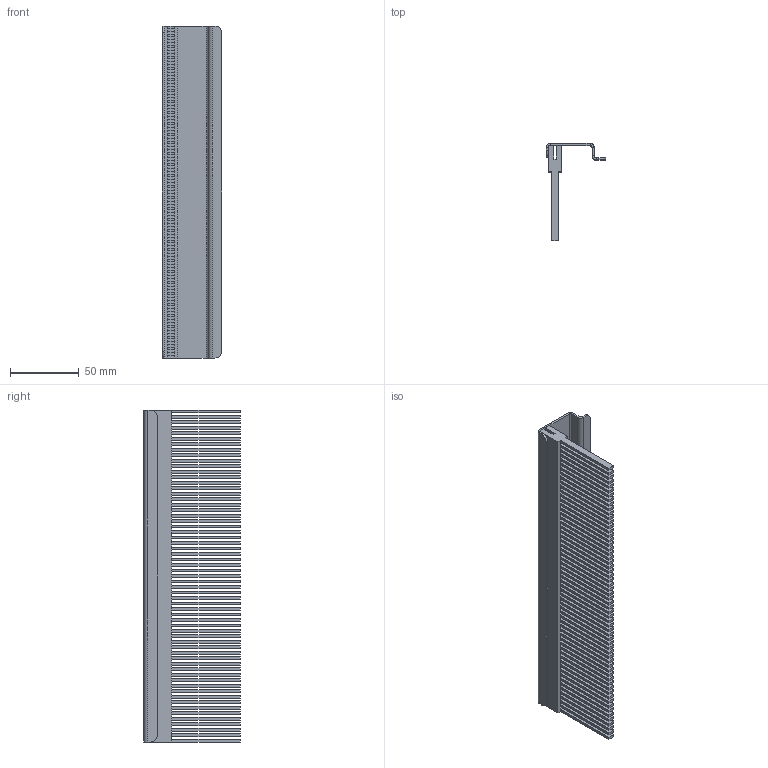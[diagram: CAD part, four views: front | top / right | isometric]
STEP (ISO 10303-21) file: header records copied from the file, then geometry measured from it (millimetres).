
FILE_DESCRIPTION (( 'STEP AP214' ), '1' );
FILE_NAME ('923.501.STEP', '2024-09-18T10:13:08', ( '' ), ( '' ), 'SwSTEP 2.0', 'SolidWorks 2021', '' );
FILE_SCHEMA (( 'AUTOMOTIVE_DESIGN' ));
Length unit declared in the file: millimetre
Products named in the file (3): 923.500.001; Ùåòêà W500; 923.501
Assembly tree (2 placements, depth 2):
  923.501
    923.500.001
    Ùåòêà W500
Bounding box: 43.5 x 70.5 x 242 mm (x, y, z)
Volume: 88936.7 mm3; surface area: 97428 mm2
Topology: 2 solids, 2 shells, 534 faces, 1326 edges, 796 vertices
Faces by surface type: plane 518, cylinder 16
Entity records: 15334 total; most frequent: CARTESIAN_POINT 2661, ORIENTED_EDGE 2652, DIRECTION 2436, EDGE_CURVE 1326, LINE 1294, VECTOR 1294, VERTEX_POINT 796, AXIS2_PLACEMENT_3D 571
